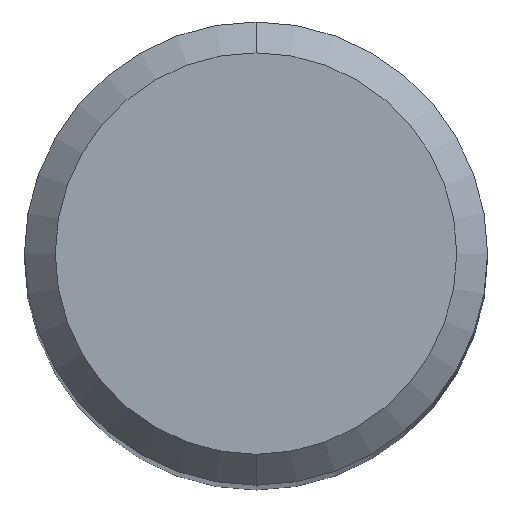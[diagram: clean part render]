
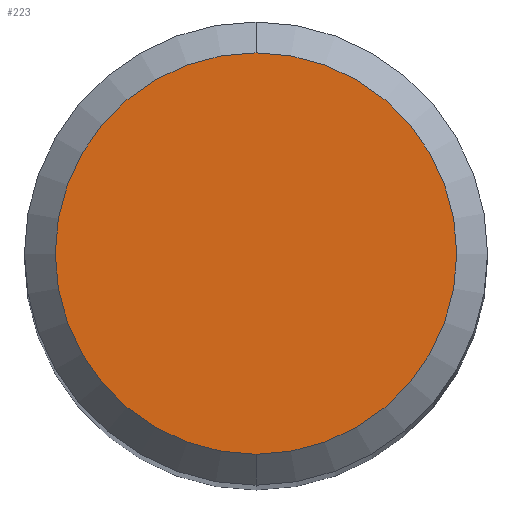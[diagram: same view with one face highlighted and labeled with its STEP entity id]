
A CAD part, top view. The second image highlights one B-rep face of the part: STEP entity #223.
In plain terms, the highlighted planar face has unit normal (0, 0, 1).
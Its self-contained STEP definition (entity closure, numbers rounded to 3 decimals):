
#189=VERTEX_POINT('',#496);
#223=ADVANCED_FACE('',(#533),#534,.T.);
#237=VERTEX_POINT('',#549);
#331=EDGE_CURVE('',#237,#189,#654,.T.);
#343=EDGE_CURVE('',#189,#237,#666,.T.);
#496=CARTESIAN_POINT('',(0.,-2.6,0.0));
#533=FACE_OUTER_BOUND('',#948,.T.);
#534=PLANE('',#949);
#549=CARTESIAN_POINT('',(0.0,2.6,0.0));
#654=CIRCLE('',#1164,2.6);
#666=CIRCLE('',#1189,2.6);
#948=EDGE_LOOP('',(#1494,#1495));
#949=AXIS2_PLACEMENT_3D('',#1496,#1497,#1498);
#1164=AXIS2_PLACEMENT_3D('',#1635,#1636,#1637);
#1189=AXIS2_PLACEMENT_3D('',#1644,#1645,#1646);
#1494=ORIENTED_EDGE('',*,*,#331,.F.);
#1495=ORIENTED_EDGE('',*,*,#343,.F.);
#1496=CARTESIAN_POINT('',(0.0,1.3,0.0));
#1497=DIRECTION('',(-0.0,0.0,1.0));
#1498=DIRECTION('',(0.0,-1.0,0.0));
#1635=CARTESIAN_POINT('',(0.0,0.0,0.0));
#1636=DIRECTION('',(0.0,0.0,-1.0));
#1637=DIRECTION('',(0.0,1.0,0.0));
#1644=CARTESIAN_POINT('',(0.0,0.0,0.0));
#1645=DIRECTION('',(0.0,0.0,-1.0));
#1646=DIRECTION('',(0.0,1.0,0.0));
